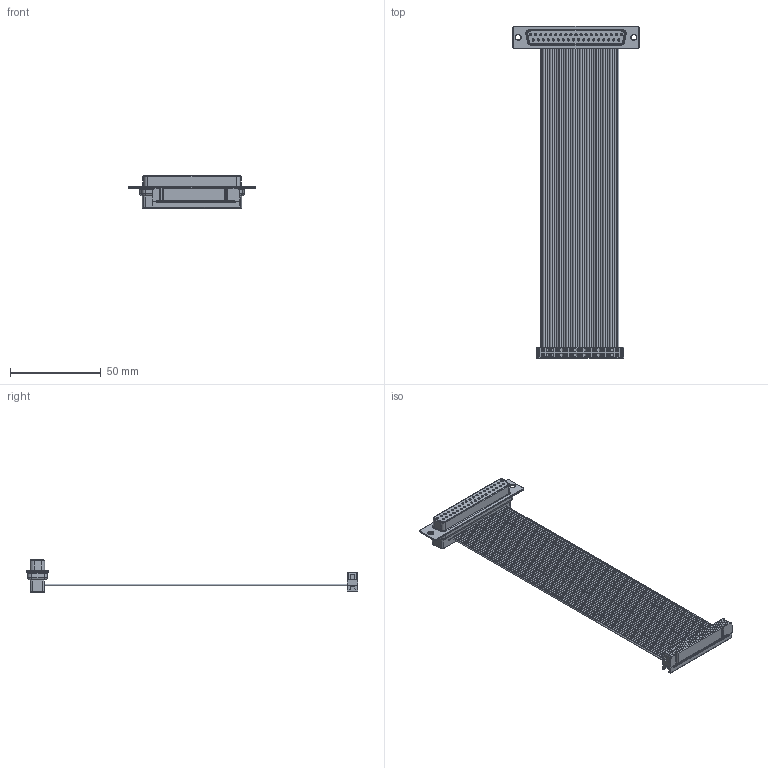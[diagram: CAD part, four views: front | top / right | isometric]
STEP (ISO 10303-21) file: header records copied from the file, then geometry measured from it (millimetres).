
FILE_DESCRIPTION (( 'STEP AP214' ), '1' );
FILE_NAME ('INGUN_115279.STEP', '2023-09-13T05:07:46', ( '' ), ( '' ), 'SwSTEP 2.0', 'SolidWorks 2021', '' );
FILE_SCHEMA (( 'AUTOMOTIVE_DESIGN' ));
Length unit declared in the file: millimetre
Products named in the file (7): INGUN_115279; 115600~0; 115270~0; K_120241~0; K_120240~0; 115255~0_S; 115280~0_S
Assembly tree (6 placements, depth 3):
  INGUN_115279
    115600~0
      K_120240~0
      K_120241~0
    115280~0_S
      115255~0_S
    115270~0
Bounding box: 69.3 x 182.45 x 17.64 mm (x, y, z)
Volume: 15599.4 mm3; surface area: 27146.7 mm2
Topology: 4 solids, 4 shells, 1650 faces, 4200 edges, 2698 vertices
Faces by surface type: plane 1031, cylinder 505, cone 74, torus 40
Entity records: 58209 total; most frequent: CARTESIAN_POINT 8645, DIRECTION 8640, ORIENTED_EDGE 8400, EDGE_CURVE 4200, VECTOR 3062, LINE 3062, AXIS2_PLACEMENT_3D 2789, VERTEX_POINT 2698
